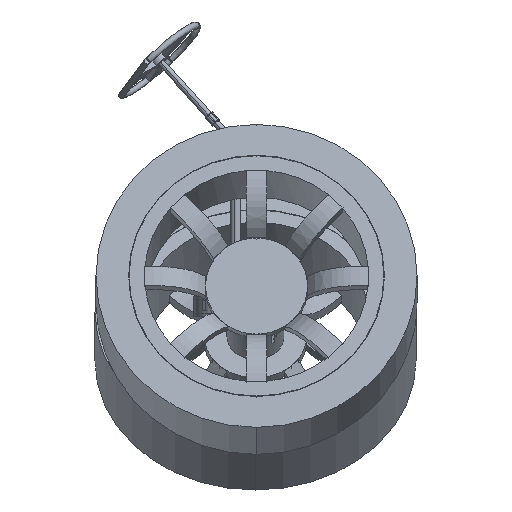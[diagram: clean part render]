
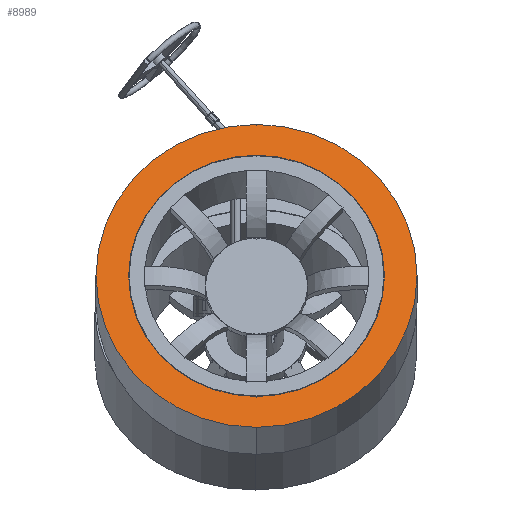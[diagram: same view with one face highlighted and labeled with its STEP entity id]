
A CAD part, front view. The second image highlights one B-rep face of the part: STEP entity #8989.
In plain terms, the highlighted face is planar.
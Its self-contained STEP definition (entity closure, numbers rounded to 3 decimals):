
#8864=CARTESIAN_POINT('Vertex',(40.,157.52,0.)) ;
#8878=CARTESIAN_POINT('Vertex',(40.,-157.52,0.)) ;
#8881=CARTESIAN_POINT('Axis2P3D Location',(40.,0.,0.)) ;
#8898=CARTESIAN_POINT('Axis2P3D Location',(40.,0.,0.)) ;
#8915=CARTESIAN_POINT('Axis2P3D Location',(40.,0.,0.)) ;
#8919=CARTESIAN_POINT('Vertex',(40.,-125.5,0.)) ;
#8921=CARTESIAN_POINT('Vertex',(40.,125.5,0.)) ;
#8950=CARTESIAN_POINT('Axis2P3D Location',(40.,0.,0.)) ;
#8976=CARTESIAN_POINT('Axis2P3D Location',(40.,0.,0.)) ;
#8882=DIRECTION('Axis2P3D Direction',(1.,0.,0.)) ;
#8899=DIRECTION('Axis2P3D Direction',(1.,0.,0.)) ;
#8916=DIRECTION('Axis2P3D Direction',(1.,0.,0.)) ;
#8951=DIRECTION('Axis2P3D Direction',(1.,0.,0.)) ;
#8977=DIRECTION('Axis2P3D Direction',(1.,0.,0.)) ;
#8978=DIRECTION('Axis2P3D XDirection',(0.,1.,0.)) ;
#8883=AXIS2_PLACEMENT_3D('Circle Axis2P3D',#8881,#8882,$) ;
#8900=AXIS2_PLACEMENT_3D('Circle Axis2P3D',#8898,#8899,$) ;
#8917=AXIS2_PLACEMENT_3D('Circle Axis2P3D',#8915,#8916,$) ;
#8952=AXIS2_PLACEMENT_3D('Circle Axis2P3D',#8950,#8951,$) ;
#8979=AXIS2_PLACEMENT_3D('Plane Axis2P3D',#8976,#8977,#8978) ;
#8982=ORIENTED_EDGE('',*,*,#8885,.T.) ;
#8983=ORIENTED_EDGE('',*,*,#8902,.T.) ;
#8986=ORIENTED_EDGE('',*,*,#8923,.F.) ;
#8987=ORIENTED_EDGE('',*,*,#8954,.F.) ;
#8988=FACE_BOUND('',#8985,.T.) ;
#8989=ADVANCED_FACE('PartBody',(#8984,#8988),#8980,.T.) ;
#8884=CIRCLE('generated circle',#8883,157.52) ;
#8901=CIRCLE('generated circle',#8900,157.52) ;
#8918=CIRCLE('generated circle',#8917,125.5) ;
#8953=CIRCLE('generated circle',#8952,125.5) ;
#8885=EDGE_CURVE('',#8865,#8879,#8884,.T.) ;
#8902=EDGE_CURVE('',#8879,#8865,#8901,.T.) ;
#8923=EDGE_CURVE('',#8920,#8922,#8918,.T.) ;
#8954=EDGE_CURVE('',#8922,#8920,#8953,.T.) ;
#8981=EDGE_LOOP('',(#8982,#8983)) ;
#8985=EDGE_LOOP('',(#8986,#8987)) ;
#8984=FACE_OUTER_BOUND('',#8981,.T.) ;
#8980=PLANE('',#8979) ;
#8865=VERTEX_POINT('',#8864) ;
#8879=VERTEX_POINT('',#8878) ;
#8920=VERTEX_POINT('',#8919) ;
#8922=VERTEX_POINT('',#8921) ;
